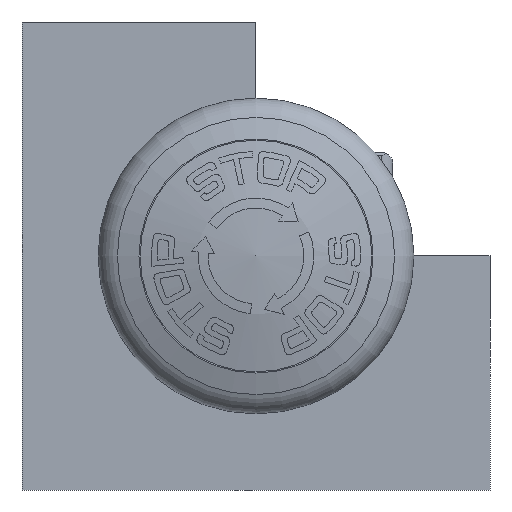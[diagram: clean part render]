
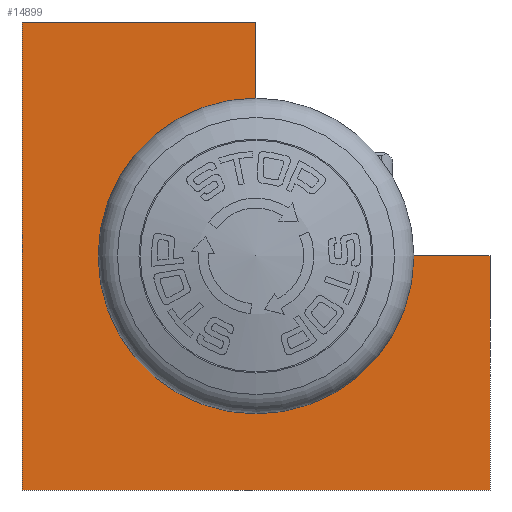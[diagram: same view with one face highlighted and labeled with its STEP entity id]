
A CAD part, front view. The second image highlights one B-rep face of the part: STEP entity #14899.
In plain terms, the highlighted planar face has unit normal (0, -1, 0).
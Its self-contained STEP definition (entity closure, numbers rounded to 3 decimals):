
#633=PLANE('',#16057);
#1142=CIRCLE('',#16046,8.);
#1143=CIRCLE('',#16048,8.);
#1688=ORIENTED_EDGE('',*,*,#6152,.T.);
#1689=ORIENTED_EDGE('',*,*,#6175,.T.);
#1690=ORIENTED_EDGE('',*,*,#6176,.T.);
#1691=ORIENTED_EDGE('',*,*,#6177,.T.);
#1692=ORIENTED_EDGE('',*,*,#6150,.T.);
#1693=ORIENTED_EDGE('',*,*,#6155,.T.);
#1694=ORIENTED_EDGE('',*,*,#6158,.T.);
#1695=ORIENTED_EDGE('',*,*,#6161,.T.);
#1696=ORIENTED_EDGE('',*,*,#6164,.T.);
#1697=ORIENTED_EDGE('',*,*,#6167,.T.);
#1698=ORIENTED_EDGE('',*,*,#6170,.T.);
#6150=EDGE_CURVE('',#8399,#8401,#1142,.T.);
#6152=EDGE_CURVE('',#8404,#8403,#1143,.T.);
#6155=EDGE_CURVE('',#8401,#8406,#9932,.T.);
#6158=EDGE_CURVE('',#8406,#8408,#9935,.T.);
#6161=EDGE_CURVE('',#8408,#8410,#9938,.T.);
#6164=EDGE_CURVE('',#8410,#8412,#9941,.T.);
#6167=EDGE_CURVE('',#8412,#8414,#9944,.T.);
#6170=EDGE_CURVE('',#8414,#8404,#9947,.T.);
#6175=EDGE_CURVE('',#8403,#8418,#9952,.T.);
#6176=EDGE_CURVE('',#8418,#8419,#9953,.T.);
#6177=EDGE_CURVE('',#8419,#8399,#9954,.T.);
#8399=VERTEX_POINT('',#21736);
#8401=VERTEX_POINT('',#21740);
#8403=VERTEX_POINT('',#21745);
#8404=VERTEX_POINT('',#21747);
#8406=VERTEX_POINT('',#21753);
#8408=VERTEX_POINT('',#21759);
#8410=VERTEX_POINT('',#21765);
#8412=VERTEX_POINT('',#21771);
#8414=VERTEX_POINT('',#21777);
#8418=VERTEX_POINT('',#21792);
#8419=VERTEX_POINT('',#21794);
#9932=LINE('',#21752,#11271);
#9935=LINE('',#21758,#11274);
#9938=LINE('',#21764,#11277);
#9941=LINE('',#21770,#11280);
#9944=LINE('',#21776,#11283);
#9947=LINE('',#21782,#11286);
#9952=LINE('',#21791,#11291);
#9953=LINE('',#21793,#11292);
#9954=LINE('',#21795,#11293);
#11271=VECTOR('',#17513,1000.);
#11274=VECTOR('',#17518,1000.);
#11277=VECTOR('',#17523,1000.);
#11280=VECTOR('',#17528,1000.);
#11283=VECTOR('',#17533,1000.);
#11286=VECTOR('',#17538,1000.);
#11291=VECTOR('',#17547,1000.);
#11292=VECTOR('',#17548,1000.);
#11293=VECTOR('',#17549,1000.);
#12615=EDGE_LOOP('',(#1688,#1689,#1690,#1691,#1692,#1693,#1694,#1695,#1696,
#1697,#1698));
#13630=FACE_BOUND('',#12615,.T.);
#14899=ADVANCED_FACE('',(#13630),#633,.F.);
#16046=AXIS2_PLACEMENT_3D('',#21741,#17501,#17502);
#16048=AXIS2_PLACEMENT_3D('',#21746,#17506,#17507);
#16057=AXIS2_PLACEMENT_3D('',#21790,#17545,#17546);
#17501=DIRECTION('',(0.,1.,0.));
#17502=DIRECTION('',(1.,0.,0.));
#17506=DIRECTION('',(0.,1.,0.));
#17507=DIRECTION('',(1.,0.,0.));
#17513=DIRECTION('',(0.,0.,1.));
#17518=DIRECTION('',(-1.,0.,0.));
#17523=DIRECTION('',(0.,0.,-1.));
#17528=DIRECTION('',(1.,0.,0.));
#17533=DIRECTION('',(0.,0.,1.));
#17538=DIRECTION('',(-1.,0.,0.));
#17545=DIRECTION('',(0.,1.,0.));
#17546=DIRECTION('',(0.,0.,1.));
#17547=DIRECTION('',(1.,0.,0.));
#17548=DIRECTION('',(0.,0.,1.));
#17549=DIRECTION('',(-1.,0.,0.));
#21736=CARTESIAN_POINT('',(-7.955,0.,0.85));
#21740=CARTESIAN_POINT('',(0.,0.,8.));
#21741=CARTESIAN_POINT('',(0.,0.,0.));
#21745=CARTESIAN_POINT('',(-7.955,0.,-0.85));
#21746=CARTESIAN_POINT('',(0.,0.,0.));
#21747=CARTESIAN_POINT('',(8.,0.,0.));
#21752=CARTESIAN_POINT('',(0.,0.,8.));
#21753=CARTESIAN_POINT('',(0.,0.,20.));
#21758=CARTESIAN_POINT('',(0.,0.,20.));
#21759=CARTESIAN_POINT('',(-20.,0.,20.));
#21764=CARTESIAN_POINT('',(-20.,0.,20.));
#21765=CARTESIAN_POINT('',(-20.,0.,-20.));
#21770=CARTESIAN_POINT('',(-20.,0.,-20.));
#21771=CARTESIAN_POINT('',(20.,0.,-20.));
#21776=CARTESIAN_POINT('',(20.,0.,0.));
#21777=CARTESIAN_POINT('',(20.,0.,0.));
#21782=CARTESIAN_POINT('',(8.,0.,0.));
#21790=CARTESIAN_POINT('',(0.,0.,0.));
#21791=CARTESIAN_POINT('',(-7.,0.,-0.85));
#21792=CARTESIAN_POINT('',(-7.,0.,-0.85));
#21793=CARTESIAN_POINT('',(-7.,0.,-0.85));
#21794=CARTESIAN_POINT('',(-7.,0.,0.85));
#21795=CARTESIAN_POINT('',(-7.,0.,0.85));
